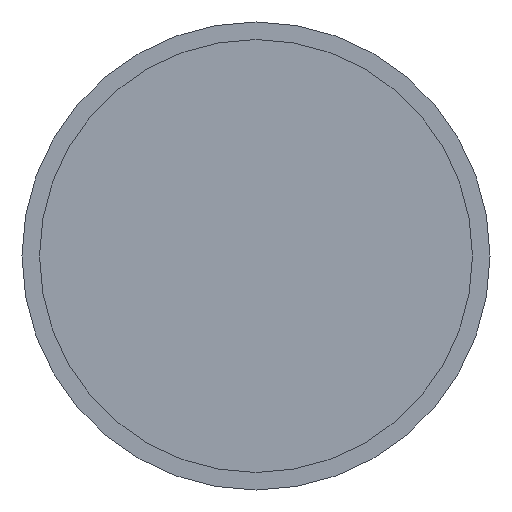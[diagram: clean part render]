
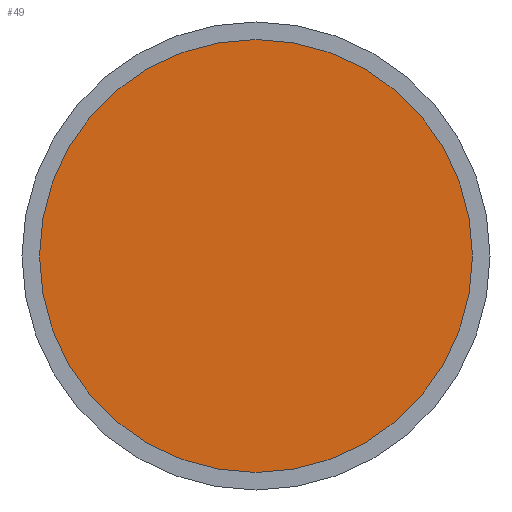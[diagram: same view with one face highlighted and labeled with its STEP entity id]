
A CAD part, front view. The second image highlights one B-rep face of the part: STEP entity #49.
In plain terms, the highlighted planar face has unit normal (0, -1, 0).
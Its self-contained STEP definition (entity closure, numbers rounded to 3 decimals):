
#49 = ADVANCED_FACE( '', ( #112 ), #113, .F. );
#112 = FACE_OUTER_BOUND( '', #195, .T. );
#113 = PLANE( '', #196 );
#195 = EDGE_LOOP( '', ( #311 ) );
#196 = AXIS2_PLACEMENT_3D( '', #312, #313, #314 );
#311 = ORIENTED_EDGE( '', *, *, #444, .T. );
#312 = CARTESIAN_POINT( '', ( 46.25, 3., 0. ) );
#313 = DIRECTION( '', ( 0., 1., 0. ) );
#314 = DIRECTION( '', ( 0., 0., 1. ) );
#444 = EDGE_CURVE( '', #499, #499, #500, .T. );
#499 = VERTEX_POINT( '', #572 );
#500 = CIRCLE( '', #573, 46.25 );
#572 = CARTESIAN_POINT( '', ( 0., 3., -46.25 ) );
#573 = AXIS2_PLACEMENT_3D( '', #657, #658, #659 );
#657 = CARTESIAN_POINT( '', ( 0., 3., 0. ) );
#658 = DIRECTION( '', ( 0., -1., 0. ) );
#659 = DIRECTION( '', ( 0., 0., -1. ) );
